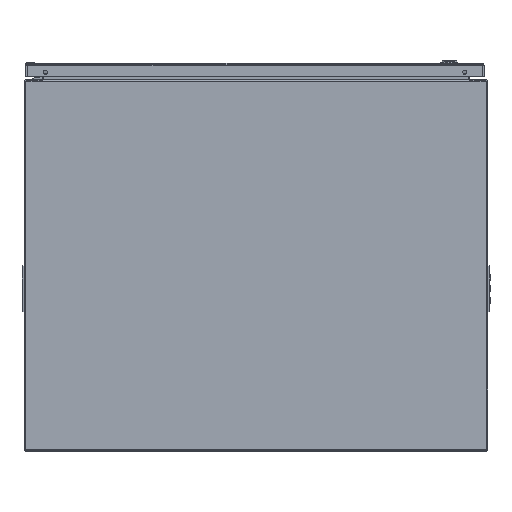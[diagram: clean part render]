
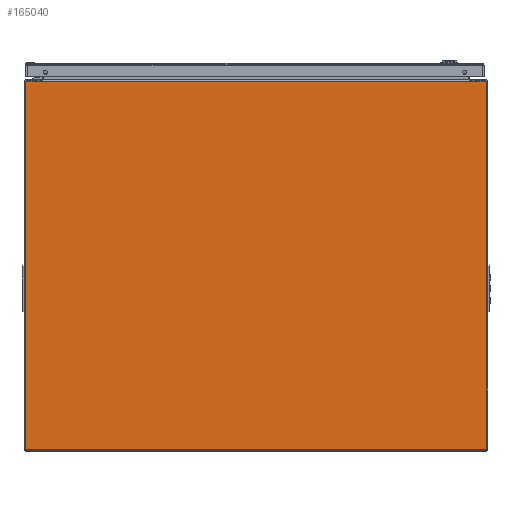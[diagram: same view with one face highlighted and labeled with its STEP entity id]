
A CAD part, front view. The second image highlights one B-rep face of the part: STEP entity #165040.
In plain terms, the highlighted planar face has unit normal (0, -1, 0).
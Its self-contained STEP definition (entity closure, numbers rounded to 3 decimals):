
#246 = VERTEX_POINT ( 'NONE', #68791 ) ;
#1598 = AXIS2_PLACEMENT_3D ( 'NONE', #50973, #125903, #97313 ) ;
#3957 = CARTESIAN_POINT ( 'NONE',  ( 0., -36., 11.883 ) ) ;
#4564 = DIRECTION ( 'NONE',  ( -1., 0., 0. ) ) ;
#5106 = EDGE_CURVE ( 'NONE', #180807, #51265, #130204, .T. ) ;
#8494 = VERTEX_POINT ( 'NONE', #186587 ) ;
#13378 = CARTESIAN_POINT ( 'NONE',  ( -14.857, -36., 11.857 ) ) ;
#14555 = VECTOR ( 'NONE', #49493, 39.37 ) ;
#16698 = DIRECTION ( 'NONE',  ( 0., -1., 0. ) ) ;
#18517 = LINE ( 'NONE', #181198, #133624 ) ;
#20185 = EDGE_CURVE ( 'NONE', #36353, #174403, #155835, .T. ) ;
#21196 = EDGE_LOOP ( 'NONE', ( #150464, #101242, #48824, #175941, #28554, #117770, #150564, #126751, #153954, #177190, #68820, #133732, #22454, #168324 ) ) ;
#21714 = DIRECTION ( 'NONE',  ( 0.174, 0., -0.985 ) ) ;
#22454 = ORIENTED_EDGE ( 'NONE', *, *, #173654, .F. ) ;
#22794 = CARTESIAN_POINT ( 'NONE',  ( -14.857, -36., 11.937 ) ) ;
#28554 = ORIENTED_EDGE ( 'NONE', *, *, #129958, .F. ) ;
#30257 = EDGE_CURVE ( 'NONE', #46952, #8494, #192330, .T. ) ;
#31922 = CARTESIAN_POINT ( 'NONE',  ( 13.798, -36., 11.883 ) ) ;
#33834 = VERTEX_POINT ( 'NONE', #22794 ) ;
#36353 = VERTEX_POINT ( 'NONE', #117008 ) ;
#42707 = CARTESIAN_POINT ( 'NONE',  ( -13.806, -36., 11.883 ) ) ;
#42917 = VECTOR ( 'NONE', #21714, 39.37 ) ;
#43935 = DIRECTION ( 'NONE',  ( 0., 1., 0. ) ) ;
#45562 = VECTOR ( 'NONE', #4564, 39.37 ) ;
#46952 = VERTEX_POINT ( 'NONE', #129349 ) ;
#48293 = AXIS2_PLACEMENT_3D ( 'NONE', #84342, #98182, #124824 ) ;
#48824 = ORIENTED_EDGE ( 'NONE', *, *, #30257, .F. ) ;
#48858 = VERTEX_POINT ( 'NONE', #145726 ) ;
#49493 = DIRECTION ( 'NONE',  ( -1., 0., 0. ) ) ;
#49620 = VERTEX_POINT ( 'NONE', #31922 ) ;
#50944 = CARTESIAN_POINT ( 'NONE',  ( -13.798, -36., 11.883 ) ) ;
#50973 = CARTESIAN_POINT ( 'NONE',  ( 14.907, -36., -11.907 ) ) ;
#51265 = VERTEX_POINT ( 'NONE', #52844 ) ;
#52844 = CARTESIAN_POINT ( 'NONE',  ( 14.937, -36., 11.857 ) ) ;
#53409 = CARTESIAN_POINT ( 'NONE',  ( -14.937, -36., 0. ) ) ;
#53598 = DIRECTION ( 'NONE',  ( 0., -1., 0. ) ) ;
#59161 = EDGE_CURVE ( 'NONE', #78736, #49620, #123851, .T. ) ;
#59173 = LINE ( 'NONE', #133112, #121457 ) ;
#60208 = LINE ( 'NONE', #3957, #117895 ) ;
#60477 = EDGE_CURVE ( 'NONE', #46952, #246, #70612, .T. ) ;
#61805 = CARTESIAN_POINT ( 'NONE',  ( 14.857, -36., 11.937 ) ) ;
#64706 = CARTESIAN_POINT ( 'NONE',  ( 13.806, -36., 11.883 ) ) ;
#68171 = LINE ( 'NONE', #113537, #14555 ) ;
#68791 = CARTESIAN_POINT ( 'NONE',  ( -14.907, -36., -11.937 ) ) ;
#68820 = ORIENTED_EDGE ( 'NONE', *, *, #59161, .T. ) ;
#70545 = AXIS2_PLACEMENT_3D ( 'NONE', #151799, #16698, #110367 ) ;
#70612 = CIRCLE ( 'NONE', #146210, 0.03 ) ;
#76887 = DIRECTION ( 'NONE',  ( 1., 0., 0. ) ) ;
#76951 = CARTESIAN_POINT ( 'NONE',  ( 14.937, -36., -11.907 ) ) ;
#78736 = VERTEX_POINT ( 'NONE', #141052 ) ;
#80905 = CARTESIAN_POINT ( 'NONE',  ( -13.818, -36., 11.91 ) ) ;
#80955 = EDGE_CURVE ( 'NONE', #8494, #33834, #176999, .T. ) ;
#84342 = CARTESIAN_POINT ( 'NONE',  ( 14.857, -36., 11.857 ) ) ;
#84422 = EDGE_CURVE ( 'NONE', #51265, #89470, #139297, .T. ) ;
#86383 = EDGE_CURVE ( 'NONE', #93355, #89470, #155846, .T. ) ;
#89470 = VERTEX_POINT ( 'NONE', #76951 ) ;
#90702 = LINE ( 'NONE', #152777, #125626 ) ;
#92522 = VECTOR ( 'NONE', #111673, 39.37 ) ;
#93355 = VERTEX_POINT ( 'NONE', #159189 ) ;
#94037 = EDGE_CURVE ( 'NONE', #48858, #180807, #18517, .T. ) ;
#97313 = DIRECTION ( 'NONE',  ( 0., 0., -1. ) ) ;
#98182 = DIRECTION ( 'NONE',  ( 0., 1., 0. ) ) ;
#99946 = LINE ( 'NONE', #42707, #141173 ) ;
#101242 = ORIENTED_EDGE ( 'NONE', *, *, #80955, .F. ) ;
#101619 = DIRECTION ( 'NONE',  ( -0.174, 0., -0.985 ) ) ;
#105040 = DIRECTION ( 'NONE',  ( 0., 0., -1. ) ) ;
#110367 = DIRECTION ( 'NONE',  ( 0., 0., -1. ) ) ;
#111673 = DIRECTION ( 'NONE',  ( 0., 0., -1. ) ) ;
#112771 = DIRECTION ( 'NONE',  ( 0., 0., -1. ) ) ;
#113537 = CARTESIAN_POINT ( 'NONE',  ( 0., -36., -11.937 ) ) ;
#113557 = DIRECTION ( 'NONE',  ( 0., 0., 1. ) ) ;
#113964 = AXIS2_PLACEMENT_3D ( 'NONE', #13378, #43935, #105040 ) ;
#117008 = CARTESIAN_POINT ( 'NONE',  ( -13.823, -36., 11.937 ) ) ;
#117631 = DIRECTION ( 'NONE',  ( 1., 0., 0. ) ) ;
#117770 = ORIENTED_EDGE ( 'NONE', *, *, #86383, .T. ) ;
#117895 = VECTOR ( 'NONE', #169556, 39.37 ) ;
#121033 = CARTESIAN_POINT ( 'NONE',  ( -13.814, -36., 11.883 ) ) ;
#121457 = VECTOR ( 'NONE', #101619, 39.37 ) ;
#123121 = VERTEX_POINT ( 'NONE', #50944 ) ;
#123851 = LINE ( 'NONE', #64706, #45562 ) ;
#124824 = DIRECTION ( 'NONE',  ( 0., 0., -1. ) ) ;
#125626 = VECTOR ( 'NONE', #76887, 39.37 ) ;
#125903 = DIRECTION ( 'NONE',  ( 0., -1., 0. ) ) ;
#126487 = EDGE_CURVE ( 'NONE', #49620, #123121, #60208, .T. ) ;
#126751 = ORIENTED_EDGE ( 'NONE', *, *, #5106, .F. ) ;
#129349 = CARTESIAN_POINT ( 'NONE',  ( -14.937, -36., -11.907 ) ) ;
#129958 = EDGE_CURVE ( 'NONE', #93355, #246, #68171, .T. ) ;
#130204 = CIRCLE ( 'NONE', #48293, 0.08 ) ;
#133112 = CARTESIAN_POINT ( 'NONE',  ( 13.818, -36., 11.91 ) ) ;
#133624 = VECTOR ( 'NONE', #153607, 39.37 ) ;
#133732 = ORIENTED_EDGE ( 'NONE', *, *, #126487, .T. ) ;
#139297 = LINE ( 'NONE', #155054, #92522 ) ;
#141052 = CARTESIAN_POINT ( 'NONE',  ( 13.814, -36., 11.883 ) ) ;
#141173 = VECTOR ( 'NONE', #117631, 39.37 ) ;
#145726 = CARTESIAN_POINT ( 'NONE',  ( 13.823, -36., 11.937 ) ) ;
#146210 = AXIS2_PLACEMENT_3D ( 'NONE', #161034, #53598, #112771 ) ;
#148179 = VECTOR ( 'NONE', #113557, 39.37 ) ;
#150464 = ORIENTED_EDGE ( 'NONE', *, *, #183779, .F. ) ;
#150564 = ORIENTED_EDGE ( 'NONE', *, *, #84422, .F. ) ;
#151799 = CARTESIAN_POINT ( 'NONE',  ( 0., -36., 0. ) ) ;
#152777 = CARTESIAN_POINT ( 'NONE',  ( 0., -36., 11.937 ) ) ;
#153607 = DIRECTION ( 'NONE',  ( 1., 0., 0. ) ) ;
#153954 = ORIENTED_EDGE ( 'NONE', *, *, #94037, .F. ) ;
#155054 = CARTESIAN_POINT ( 'NONE',  ( 14.937, -36., 0. ) ) ;
#155835 = LINE ( 'NONE', #80905, #42917 ) ;
#155846 = CIRCLE ( 'NONE', #1598, 0.03 ) ;
#159189 = CARTESIAN_POINT ( 'NONE',  ( 14.907, -36., -11.937 ) ) ;
#161034 = CARTESIAN_POINT ( 'NONE',  ( -14.907, -36., -11.907 ) ) ;
#165040 = ADVANCED_FACE ( 'NONE', ( #181343 ), #182319, .T. ) ;
#167575 = EDGE_CURVE ( 'NONE', #48858, #78736, #59173, .T. ) ;
#168324 = ORIENTED_EDGE ( 'NONE', *, *, #20185, .F. ) ;
#169556 = DIRECTION ( 'NONE',  ( -1., 0., 0. ) ) ;
#173654 = EDGE_CURVE ( 'NONE', #174403, #123121, #99946, .T. ) ;
#174403 = VERTEX_POINT ( 'NONE', #121033 ) ;
#175941 = ORIENTED_EDGE ( 'NONE', *, *, #60477, .T. ) ;
#176999 = CIRCLE ( 'NONE', #113964, 0.08 ) ;
#177190 = ORIENTED_EDGE ( 'NONE', *, *, #167575, .T. ) ;
#180807 = VERTEX_POINT ( 'NONE', #61805 ) ;
#181198 = CARTESIAN_POINT ( 'NONE',  ( 0., -36., 11.937 ) ) ;
#181343 = FACE_OUTER_BOUND ( 'NONE', #21196, .T. ) ;
#182319 = PLANE ( 'NONE',  #70545 ) ;
#183779 = EDGE_CURVE ( 'NONE', #33834, #36353, #90702, .T. ) ;
#186587 = CARTESIAN_POINT ( 'NONE',  ( -14.937, -36., 11.857 ) ) ;
#192330 = LINE ( 'NONE', #53409, #148179 ) ;
